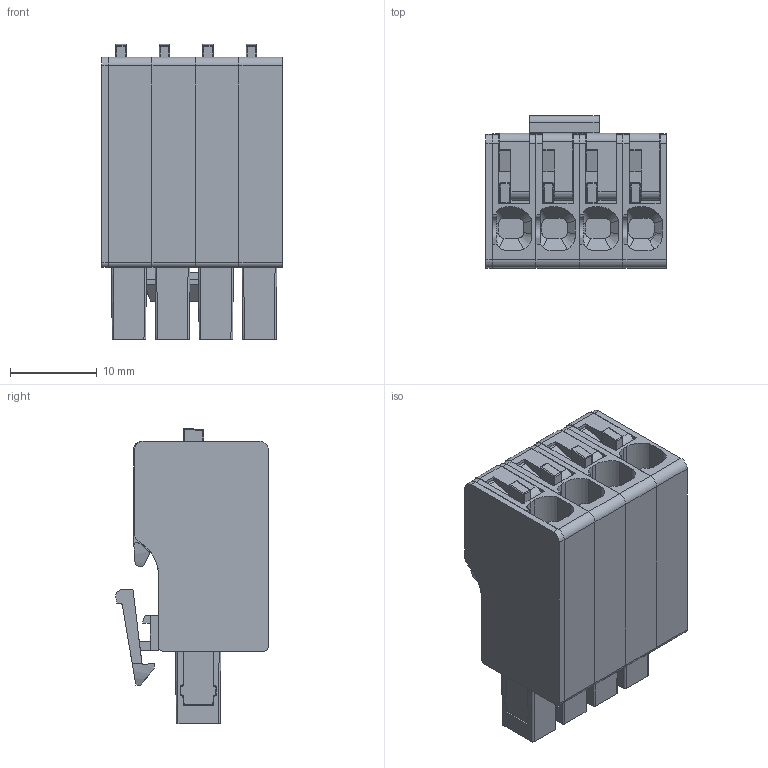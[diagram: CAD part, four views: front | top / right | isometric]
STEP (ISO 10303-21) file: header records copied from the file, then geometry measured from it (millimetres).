
FILE_DESCRIPTION(('CATIA V5 STEP Exchange','CAx-IF Rec.Pracs.--- Model Styling and Organization---1.4--- 2014-01-23'),'2;1');
FILE_NAME ('D1463852_2', '2022-08-24T06:08:28+00:00', ('none'), ('Weidmueller'), 'CATIA Version 5-6 Release 2016 SP3 HF44', 'CATIA V5 STEP AP214', 'none');
FILE_SCHEMA(('AUTOMOTIVE_DESIGN { 1 0 10303 214 1 1 1 1 }'));
Length unit declared in the file: millimetre
Products named in the file (1): 2741690000
Bounding box: 20.8 x 17.53 x 34 mm (x, y, z)
Volume: 7269.8 mm3; surface area: 8487.3 mm2
Topology: 14 solids, 14 shells, 1040 faces, 2875 edges, 1882 vertices
Faces by surface type: plane 608, cylinder 367, sphere 32, cone 20, bspline 9, torus 4
Entity records: 35749 total; most frequent: CARTESIAN_POINT 9596, ORIENTED_EDGE 5654, DIRECTION 4280, EDGE_CURVE 2827, VERTEX_POINT 1874, VECTOR 1827, LINE 1827, AXIS2_PLACEMENT_3D 1484
